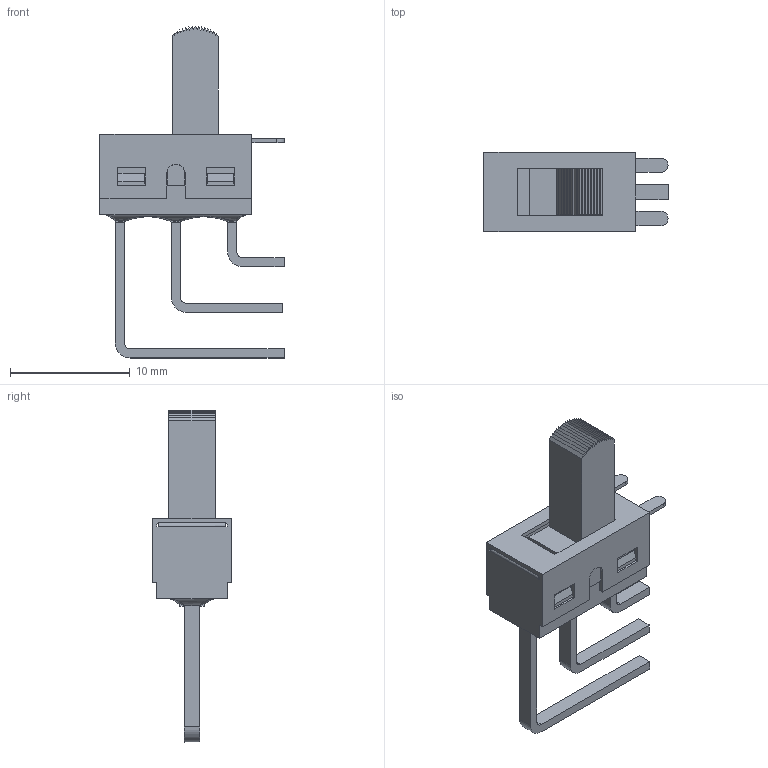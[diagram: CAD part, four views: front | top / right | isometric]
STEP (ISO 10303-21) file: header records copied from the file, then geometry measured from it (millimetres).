
FILE_DESCRIPTION((' '),'2;1');
FILE_NAME('500SSPxS3M7xEA.stp','2017-07-28T10:50:30',(' '),(' '),' ','ACIS',' ');
FILE_SCHEMA(('CONFIG_CONTROL_DESIGN'));
Length unit declared in the file: inch
Products named in the file (1): 500SSPxS3M7xEA.stp
Bounding box: 15.39 x 6.6 x 27.74 mm (x, y, z)
Volume: 465.2 mm3; surface area: 1149.2 mm2
Topology: 1 solids, 1 shells, 199 faces, 591 edges, 394 vertices
Faces by surface type: plane 167, cylinder 24, bspline 8
Entity records: 7207 total; most frequent: CARTESIAN_POINT 1757, ORIENTED_EDGE 1182, DIRECTION 1013, EDGE_CURVE 591, VECTOR 495, LINE 495, VERTEX_POINT 394, AXIS2_PLACEMENT_3D 259
